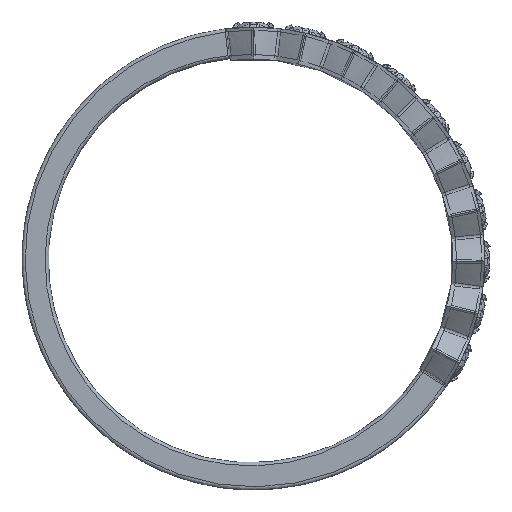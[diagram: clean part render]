
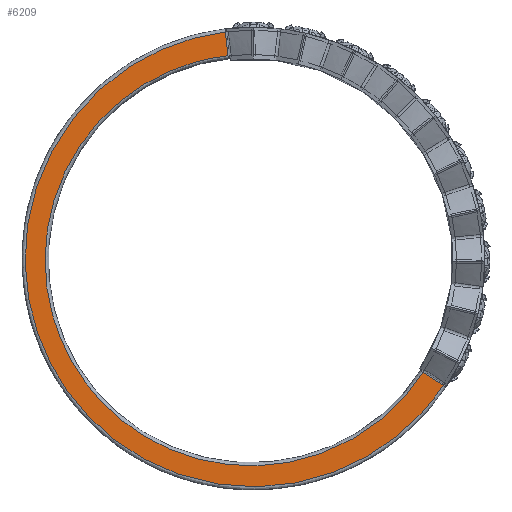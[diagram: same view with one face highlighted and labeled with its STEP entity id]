
A CAD part, top view. The second image highlights one B-rep face of the part: STEP entity #6209.
In plain terms, the highlighted free-form (B-spline) face has degree [1, 1] with [2, 2] control points.
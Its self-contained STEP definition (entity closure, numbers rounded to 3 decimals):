
#5085 = EDGE_CURVE('',#5086,#5088,#5090,.T.);
#5086 = VERTEX_POINT('',#5087);
#5087 = CARTESIAN_POINT('',(8.209,-5.514,
    0.746));
#5088 = VERTEX_POINT('',#5089);
#5089 = CARTESIAN_POINT('',(-1.23,9.811,
    0.746));
#5090 = ( BOUNDED_CURVE() B_SPLINE_CURVE(2,(#5091,#5092,#5093,#5094,
#5095),.UNSPECIFIED.,.F.,.F.) B_SPLINE_CURVE_WITH_KNOTS((3,2,3),(
    6.283,8.295,10.307),
.PIECEWISE_BEZIER_KNOTS.) CURVE() GEOMETRIC_REPRESENTATION_ITEM() 
RATIONAL_B_SPLINE_CURVE((1.,0.535,1.,0.535,1.)) 
REPRESENTATION_ITEM('') );
#5091 = CARTESIAN_POINT('',(8.209,-5.514,0.746
    ));
#5092 = CARTESIAN_POINT('',(-0.367,-18.666,
    0.746));
#5093 = CARTESIAN_POINT('',(-8.6,-5.297,
    0.746));
#5094 = CARTESIAN_POINT('',(-16.833,8.072,
    0.746));
#5095 = CARTESIAN_POINT('',(-1.23,9.811,
    0.746));
#5255 = VERTEX_POINT('',#5256);
#5256 = CARTESIAN_POINT('',(-1.355,10.963,
    0.746));
#5276 = EDGE_CURVE('',#5255,#5088,#5277,.T.);
#5277 = B_SPLINE_CURVE_WITH_KNOTS('',3,(#5278,#5279,#5280,#5281,#5282,
    #5283),.UNSPECIFIED.,.F.,.F.,(4,1,1,4),(0.,0.333,
    0.667,1.),.UNSPECIFIED.);
#5278 = CARTESIAN_POINT('',(-1.355,10.963,
    0.746));
#5279 = CARTESIAN_POINT('',(-1.343,10.846,
    0.746));
#5280 = CARTESIAN_POINT('',(-1.316,10.605,
    0.746));
#5281 = CARTESIAN_POINT('',(-1.275,10.226,
    0.746));
#5282 = CARTESIAN_POINT('',(-1.245,9.953,0.746
    ));
#5283 = CARTESIAN_POINT('',(-1.23,9.811,
    0.746));
#5385 = VERTEX_POINT('',#5386);
#5386 = CARTESIAN_POINT('',(9.179,-6.144,
    0.746));
#5394 = EDGE_CURVE('',#5255,#5385,#5395,.T.);
#5395 = ( BOUNDED_CURVE() B_SPLINE_CURVE(2,(#5396,#5397,#5398,#5399,
#5400),.UNSPECIFIED.,.F.,.F.) B_SPLINE_CURVE_WITH_KNOTS((3,2,3),(0.,
2.,4.),.PIECEWISE_BEZIER_KNOTS.) CURVE() 
GEOMETRIC_REPRESENTATION_ITEM() RATIONAL_B_SPLINE_CURVE((1.,
0.54,1.,0.54,1.)) REPRESENTATION_ITEM('') );
#5396 = CARTESIAN_POINT('',(-1.355,10.963,
    0.746));
#5397 = CARTESIAN_POINT('',(-18.424,8.852,
    0.746));
#5398 = CARTESIAN_POINT('',(-9.406,-5.792,0.746
    ));
#5399 = CARTESIAN_POINT('',(-0.387,-20.437,
    0.746));
#5400 = CARTESIAN_POINT('',(9.179,-6.144,
    0.746));
#6152 = EDGE_CURVE('',#5086,#5385,#6153,.T.);
#6153 = B_SPLINE_CURVE_WITH_KNOTS('',3,(#6154,#6155,#6156,#6157,#6158,
    #6159),.UNSPECIFIED.,.F.,.F.,(4,1,1,4),(0.,0.333,
    0.667,1.),.UNSPECIFIED.);
#6154 = CARTESIAN_POINT('',(8.209,-5.514,
    0.746));
#6155 = CARTESIAN_POINT('',(8.317,-5.584,
    0.746));
#6156 = CARTESIAN_POINT('',(8.532,-5.724,
    0.746));
#6157 = CARTESIAN_POINT('',(8.846,-5.928,
    0.746));
#6158 = CARTESIAN_POINT('',(9.067,-6.071,0.746)
  );
#6159 = CARTESIAN_POINT('',(9.179,-6.144,
    0.746));
#6209 = ADVANCED_FACE('',(#6210),#6216,.T.);
#6210 = FACE_BOUND('',#6211,.F.);
#6211 = EDGE_LOOP('',(#6212,#6213,#6214,#6215));
#6212 = ORIENTED_EDGE('',*,*,#5394,.F.);
#6213 = ORIENTED_EDGE('',*,*,#5276,.T.);
#6214 = ORIENTED_EDGE('',*,*,#5085,.F.);
#6215 = ORIENTED_EDGE('',*,*,#6152,.T.);
#6216 = B_SPLINE_SURFACE_WITH_KNOTS('',1,1,(
    (#6217,#6218)
    ,(#6219,#6220
    )),.UNSPECIFIED.,.F.,.F.,.F.,(2,2),(2,2),(-11.1,4.642),(
    -11.1,11.1),.PIECEWISE_BEZIER_KNOTS.);
#6217 = CARTESIAN_POINT('',(-3.575,-15.207,
    0.746));
#6218 = CARTESIAN_POINT('',(-15.207,3.575,
    0.746));
#6219 = CARTESIAN_POINT('',(9.743,-6.959,0.746
    ));
#6220 = CARTESIAN_POINT('',(-1.888,11.823,
    0.746));
